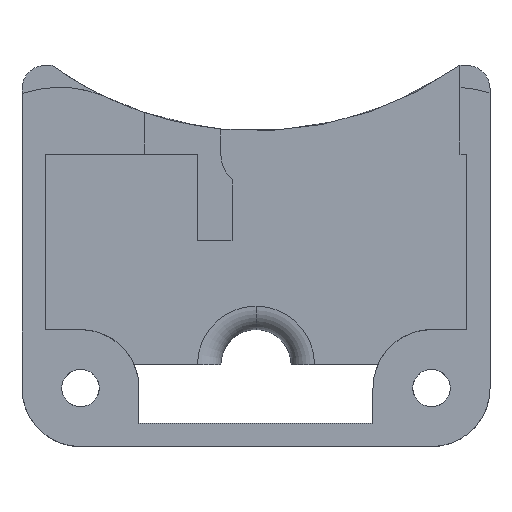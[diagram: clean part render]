
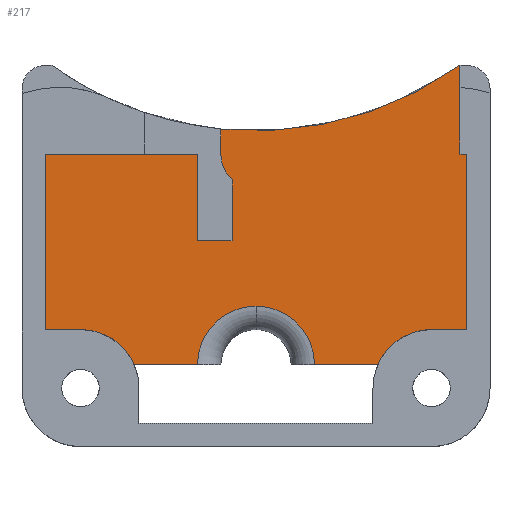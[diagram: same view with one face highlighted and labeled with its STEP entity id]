
A CAD part, front view. The second image highlights one B-rep face of the part: STEP entity #217.
In plain terms, the highlighted planar face has unit normal (0, -1, 0).
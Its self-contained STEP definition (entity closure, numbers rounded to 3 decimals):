
#27=CARTESIAN_POINT('',(-0.,27.2,-9.));
#28=DIRECTION('',(-0.,1.,-0.));
#29=DIRECTION('',(1.,0.,0.));
#30=AXIS2_PLACEMENT_3D('',#27,#28,#29);
#31=PLANE('',#30);
#32=CARTESIAN_POINT('',(-5.,27.2,-50.));
#33=VERTEX_POINT('',#32);
#34=CARTESIAN_POINT('',(-10.417,27.2,-50.));
#35=VERTEX_POINT('',#34);
#36=CARTESIAN_POINT('',(-5.,27.2,-50.));
#37=DIRECTION('',(-1.,-0.,0.));
#38=VECTOR('',#37,5.417);
#39=LINE('',#36,#38);
#40=EDGE_CURVE('',#33,#35,#39,.T.);
#41=ORIENTED_EDGE('',*,*,#40,.F.);
#42=CARTESIAN_POINT('',(-0.,27.2,-45.));
#43=VERTEX_POINT('',#42);
#44=CARTESIAN_POINT('',(-0.,27.2,-50.));
#45=DIRECTION('',(-0.,1.,-0.));
#46=DIRECTION('',(0.,0.,1.));
#47=AXIS2_PLACEMENT_3D('',#44,#45,#46);
#48=CIRCLE('',#47,5.);
#49=EDGE_CURVE('',#33,#43,#48,.T.);
#50=ORIENTED_EDGE('',*,*,#49,.T.);
#51=CARTESIAN_POINT('',(5.,27.2,-50.));
#52=VERTEX_POINT('',#51);
#53=CARTESIAN_POINT('',(-0.,27.2,-50.));
#54=DIRECTION('',(-0.,1.,-0.));
#55=DIRECTION('',(0.,0.,1.));
#56=AXIS2_PLACEMENT_3D('',#53,#54,#55);
#57=CIRCLE('',#56,5.);
#58=EDGE_CURVE('',#43,#52,#57,.T.);
#59=ORIENTED_EDGE('',*,*,#58,.T.);
#60=CARTESIAN_POINT('',(10.417,27.2,-50.));
#61=VERTEX_POINT('',#60);
#62=CARTESIAN_POINT('',(10.417,27.2,-50.));
#63=DIRECTION('',(-1.,-0.,0.));
#64=VECTOR('',#63,5.417);
#65=LINE('',#62,#64);
#66=EDGE_CURVE('',#61,#52,#65,.T.);
#67=ORIENTED_EDGE('',*,*,#66,.F.);
#68=CARTESIAN_POINT('',(15.,27.2,-47.));
#69=VERTEX_POINT('',#68);
#70=CARTESIAN_POINT('',(15.,27.2,-52.));
#71=DIRECTION('',(0.,-1.,0.));
#72=DIRECTION('',(0.,-0.,-1.));
#73=AXIS2_PLACEMENT_3D('',#70,#71,#72);
#74=CIRCLE('',#73,5.);
#75=EDGE_CURVE('',#69,#61,#74,.T.);
#76=ORIENTED_EDGE('',*,*,#75,.F.);
#77=CARTESIAN_POINT('',(18.,27.2,-47.));
#78=VERTEX_POINT('',#77);
#79=CARTESIAN_POINT('',(15.,27.2,-47.));
#80=DIRECTION('',(1.,0.,-0.));
#81=VECTOR('',#80,3.);
#82=LINE('',#79,#81);
#83=EDGE_CURVE('',#69,#78,#82,.T.);
#84=ORIENTED_EDGE('',*,*,#83,.T.);
#85=CARTESIAN_POINT('',(18.,27.2,-32.));
#86=VERTEX_POINT('',#85);
#87=CARTESIAN_POINT('',(18.,27.2,-47.));
#88=DIRECTION('',(-0.,0.,1.));
#89=VECTOR('',#88,15.);
#90=LINE('',#87,#89);
#91=EDGE_CURVE('',#78,#86,#90,.T.);
#92=ORIENTED_EDGE('',*,*,#91,.T.);
#93=CARTESIAN_POINT('',(17.435,27.2,-32.));
#94=VERTEX_POINT('',#93);
#95=CARTESIAN_POINT('',(18.,27.2,-32.));
#96=DIRECTION('',(-1.,-0.,0.));
#97=VECTOR('',#96,0.565);
#98=LINE('',#95,#97);
#99=EDGE_CURVE('',#86,#94,#98,.T.);
#100=ORIENTED_EDGE('',*,*,#99,.T.);
#101=CARTESIAN_POINT('',(17.435,27.2,-26.307));
#102=VERTEX_POINT('',#101);
#103=CARTESIAN_POINT('',(17.435,27.2,-32.));
#104=DIRECTION('',(-0.,0.,1.));
#105=VECTOR('',#104,5.693);
#106=LINE('',#103,#105);
#107=EDGE_CURVE('',#94,#102,#106,.T.);
#108=ORIENTED_EDGE('',*,*,#107,.T.);
#109=CARTESIAN_POINT('',(17.435,27.2,-26.307));
#110=VERTEX_POINT('',#109);
#111=CARTESIAN_POINT('',(16.859,27.2,-36.29));
#112=DIRECTION('',(0.,-1.,0.));
#113=DIRECTION('',(0.,0.,1.));
#114=AXIS2_PLACEMENT_3D('',#111,#112,#113);
#115=CIRCLE('',#114,10.);
#116=EDGE_CURVE('',#110,#102,#115,.T.);
#117=ORIENTED_EDGE('',*,*,#116,.F.);
#118=CARTESIAN_POINT('',(17.435,27.2,-24.416));
#119=VERTEX_POINT('',#118);
#120=CARTESIAN_POINT('',(17.435,27.2,-24.416));
#121=DIRECTION('',(0.,-0.,-1.));
#122=VECTOR('',#121,1.891);
#123=LINE('',#120,#122);
#124=EDGE_CURVE('',#119,#110,#123,.T.);
#125=ORIENTED_EDGE('',*,*,#124,.F.);
#126=CARTESIAN_POINT('',(-3.,27.2,-29.852));
#127=VERTEX_POINT('',#126);
#128=CARTESIAN_POINT('',(0.,27.2,-0.));
#129=DIRECTION('',(-0.,1.,-0.));
#130=DIRECTION('',(0.,-0.,-1.));
#131=AXIS2_PLACEMENT_3D('',#128,#129,#130);
#132=CIRCLE('',#131,30.002);
#133=EDGE_CURVE('',#119,#127,#132,.T.);
#134=ORIENTED_EDGE('',*,*,#133,.T.);
#135=CARTESIAN_POINT('',(-3.,27.2,-32.));
#136=VERTEX_POINT('',#135);
#137=CARTESIAN_POINT('',(-3.,27.2,-32.));
#138=DIRECTION('',(-0.,0.,1.));
#139=VECTOR('',#138,2.148);
#140=LINE('',#137,#139);
#141=EDGE_CURVE('',#136,#127,#140,.T.);
#142=ORIENTED_EDGE('',*,*,#141,.F.);
#143=CARTESIAN_POINT('',(-2.036,27.2,-34.203));
#144=VERTEX_POINT('',#143);
#145=CARTESIAN_POINT('',(0.,27.2,-32.));
#146=DIRECTION('',(-0.,1.,-0.));
#147=DIRECTION('',(0.,0.,1.));
#148=AXIS2_PLACEMENT_3D('',#145,#146,#147);
#149=CIRCLE('',#148,3.);
#150=EDGE_CURVE('',#144,#136,#149,.T.);
#151=ORIENTED_EDGE('',*,*,#150,.F.);
#152=CARTESIAN_POINT('',(-2.05,27.2,-37.));
#153=VERTEX_POINT('',#152);
#154=CARTESIAN_POINT('',(-2.05,27.2,-37.));
#155=DIRECTION('',(0.005,0.,1.));
#156=VECTOR('',#155,2.797);
#157=LINE('',#154,#156);
#158=EDGE_CURVE('',#153,#144,#157,.T.);
#159=ORIENTED_EDGE('',*,*,#158,.F.);
#160=CARTESIAN_POINT('',(-2.05,27.2,-39.4));
#161=VERTEX_POINT('',#160);
#162=CARTESIAN_POINT('',(-2.05,27.2,-37.));
#163=DIRECTION('',(0.,-0.,-1.));
#164=VECTOR('',#163,2.4);
#165=LINE('',#162,#164);
#166=EDGE_CURVE('',#153,#161,#165,.T.);
#167=ORIENTED_EDGE('',*,*,#166,.T.);
#168=CARTESIAN_POINT('',(-5.,27.2,-39.4));
#169=VERTEX_POINT('',#168);
#170=CARTESIAN_POINT('',(-5.,27.2,-39.4));
#171=DIRECTION('',(1.,0.,-0.));
#172=VECTOR('',#171,2.95);
#173=LINE('',#170,#172);
#174=EDGE_CURVE('',#169,#161,#173,.T.);
#175=ORIENTED_EDGE('',*,*,#174,.F.);
#176=CARTESIAN_POINT('',(-5.,27.2,-32.));
#177=VERTEX_POINT('',#176);
#178=CARTESIAN_POINT('',(-5.,27.2,-39.4));
#179=DIRECTION('',(-0.,0.,1.));
#180=VECTOR('',#179,7.4);
#181=LINE('',#178,#180);
#182=EDGE_CURVE('',#169,#177,#181,.T.);
#183=ORIENTED_EDGE('',*,*,#182,.T.);
#184=CARTESIAN_POINT('',(-18.,27.2,-32.));
#185=VERTEX_POINT('',#184);
#186=CARTESIAN_POINT('',(-18.,27.2,-32.));
#187=DIRECTION('',(1.,0.,0.));
#188=VECTOR('',#187,13.);
#189=LINE('',#186,#188);
#190=EDGE_CURVE('',#185,#177,#189,.T.);
#191=ORIENTED_EDGE('',*,*,#190,.F.);
#192=CARTESIAN_POINT('',(-18.,27.2,-47.));
#193=VERTEX_POINT('',#192);
#194=CARTESIAN_POINT('',(-18.,27.2,-32.));
#195=DIRECTION('',(-0.,-0.,-1.));
#196=VECTOR('',#195,15.);
#197=LINE('',#194,#196);
#198=EDGE_CURVE('',#185,#193,#197,.T.);
#199=ORIENTED_EDGE('',*,*,#198,.T.);
#200=CARTESIAN_POINT('',(-15.,27.2,-47.));
#201=VERTEX_POINT('',#200);
#202=CARTESIAN_POINT('',(-15.,27.2,-47.));
#203=DIRECTION('',(-1.,-0.,0.));
#204=VECTOR('',#203,3.);
#205=LINE('',#202,#204);
#206=EDGE_CURVE('',#201,#193,#205,.T.);
#207=ORIENTED_EDGE('',*,*,#206,.F.);
#208=CARTESIAN_POINT('',(-15.,27.2,-52.));
#209=DIRECTION('',(0.,-1.,0.));
#210=DIRECTION('',(0.,-0.,-1.));
#211=AXIS2_PLACEMENT_3D('',#208,#209,#210);
#212=CIRCLE('',#211,5.);
#213=EDGE_CURVE('',#35,#201,#212,.T.);
#214=ORIENTED_EDGE('',*,*,#213,.F.);
#215=EDGE_LOOP('',(#41,#50,#59,#67,#76,#84,#92,#100,#108,#117,#125,#134,#142,#151,#159,#167,#175,#183,#191,#199,#207,#214));
#216=FACE_BOUND('',#215,.T.);
#217=ADVANCED_FACE('',(#216),#31,.F.);
